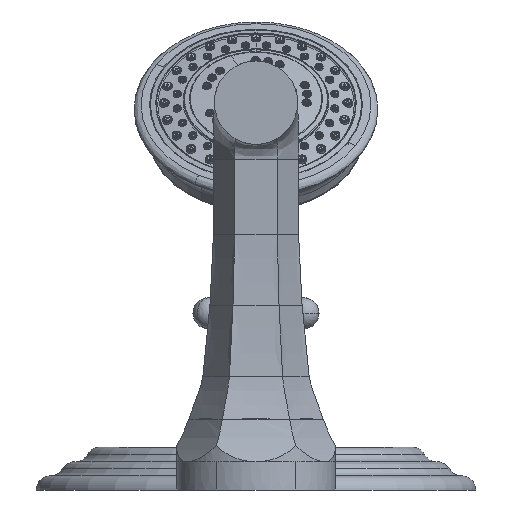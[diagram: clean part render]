
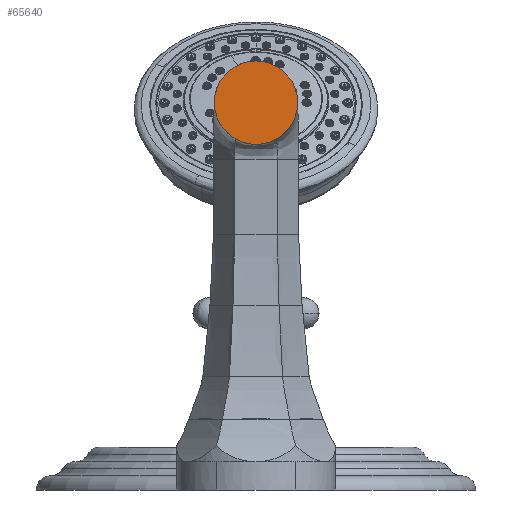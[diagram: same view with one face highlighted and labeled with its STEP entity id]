
A CAD part, front view. The second image highlights one B-rep face of the part: STEP entity #65640.
In plain terms, the highlighted planar face has unit normal (0, -1, 0).
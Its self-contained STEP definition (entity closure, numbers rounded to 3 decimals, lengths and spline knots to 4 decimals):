
#62327=CARTESIAN_POINT('',(0.3675,-9.645,6.1905));
#62328=CARTESIAN_POINT('',(0.3922,-9.645,6.2047));
#62329=CARTESIAN_POINT('',(0.4399,-9.645,6.2361));
#62330=CARTESIAN_POINT('',(0.5055,-9.645,6.2912));
#62331=CARTESIAN_POINT('',(0.5643,-9.645,6.3535));
#62332=CARTESIAN_POINT('',(0.6155,-9.645,6.4222));
#62333=CARTESIAN_POINT('',(0.6583,-9.645,6.4964));
#62334=CARTESIAN_POINT('',(0.6922,-9.645,6.575));
#62335=CARTESIAN_POINT('',(0.7168,-9.645,6.6571));
#62336=CARTESIAN_POINT('',(0.7317,-9.645,6.7415));
#62337=CARTESIAN_POINT('',(0.735,-9.645,6.7985));
#62338=CARTESIAN_POINT('',(0.735,-9.645,6.827));
#62357=CARTESIAN_POINT('',(-0.3675,-9.645,6.1905));
#62358=CARTESIAN_POINT('',(-0.3428,-9.645,6.1762));
#62359=CARTESIAN_POINT('',(-0.2918,-9.645,6.1506));
#62360=CARTESIAN_POINT('',(-0.2113,-9.645,6.1213));
#62361=CARTESIAN_POINT('',(-0.1279,-9.645,6.1015));
#62362=CARTESIAN_POINT('',(-0.0428,-9.645,6.0916));
#62363=CARTESIAN_POINT('',(0.0428,-9.645,6.0916));
#62364=CARTESIAN_POINT('',(0.1279,-9.645,6.1015));
#62365=CARTESIAN_POINT('',(0.2113,-9.645,6.1213));
#62366=CARTESIAN_POINT('',(0.2918,-9.645,6.1506));
#62367=CARTESIAN_POINT('',(0.3428,-9.645,6.1762));
#62368=CARTESIAN_POINT('',(0.3675,-9.645,6.1905));
#62387=CARTESIAN_POINT('',(-0.735,-9.645,6.827));
#62388=CARTESIAN_POINT('',(-0.735,-9.645,6.7985));
#62389=CARTESIAN_POINT('',(-0.7317,-9.645,6.7415));
#62390=CARTESIAN_POINT('',(-0.7168,-9.645,6.6571));
#62391=CARTESIAN_POINT('',(-0.6922,-9.645,6.575));
#62392=CARTESIAN_POINT('',(-0.6583,-9.645,6.4964));
#62393=CARTESIAN_POINT('',(-0.6155,-9.645,6.4222));
#62394=CARTESIAN_POINT('',(-0.5643,-9.645,6.3535));
#62395=CARTESIAN_POINT('',(-0.5055,-9.645,6.2912));
#62396=CARTESIAN_POINT('',(-0.4399,-9.645,6.2361));
#62397=CARTESIAN_POINT('',(-0.3922,-9.645,6.2047));
#62398=CARTESIAN_POINT('',(-0.3675,-9.645,6.1905));
#62417=CARTESIAN_POINT('',(-0.3675,-9.645,7.4635));
#62418=CARTESIAN_POINT('',(-0.3922,-9.645,7.4493));
#62419=CARTESIAN_POINT('',(-0.4399,-9.645,7.4179));
#62420=CARTESIAN_POINT('',(-0.5055,-9.645,7.3628));
#62421=CARTESIAN_POINT('',(-0.5643,-9.645,7.3005));
#62422=CARTESIAN_POINT('',(-0.6155,-9.645,7.2318));
#62423=CARTESIAN_POINT('',(-0.6583,-9.645,7.1576));
#62424=CARTESIAN_POINT('',(-0.6922,-9.645,7.079));
#62425=CARTESIAN_POINT('',(-0.7168,-9.645,6.9969));
#62426=CARTESIAN_POINT('',(-0.7317,-9.645,6.9125));
#62427=CARTESIAN_POINT('',(-0.735,-9.645,6.8555));
#62428=CARTESIAN_POINT('',(-0.735,-9.645,6.827));
#62447=CARTESIAN_POINT('',(0.3675,-9.645,7.4635));
#62448=CARTESIAN_POINT('',(0.3428,-9.645,7.4778));
#62449=CARTESIAN_POINT('',(0.2918,-9.645,7.5034));
#62450=CARTESIAN_POINT('',(0.2113,-9.645,7.5327));
#62451=CARTESIAN_POINT('',(0.1279,-9.645,7.5525));
#62452=CARTESIAN_POINT('',(0.0428,-9.645,7.5624));
#62453=CARTESIAN_POINT('',(-0.0428,-9.645,7.5624));
#62454=CARTESIAN_POINT('',(-0.1279,-9.645,7.5525));
#62455=CARTESIAN_POINT('',(-0.2113,-9.645,7.5327));
#62456=CARTESIAN_POINT('',(-0.2918,-9.645,7.5034));
#62457=CARTESIAN_POINT('',(-0.3428,-9.645,7.4778));
#62458=CARTESIAN_POINT('',(-0.3675,-9.645,7.4635));
#62477=CARTESIAN_POINT('',(0.735,-9.645,6.827));
#62478=CARTESIAN_POINT('',(0.735,-9.645,6.8555));
#62479=CARTESIAN_POINT('',(0.7317,-9.645,6.9125));
#62480=CARTESIAN_POINT('',(0.7168,-9.645,6.9969));
#62481=CARTESIAN_POINT('',(0.6922,-9.645,7.079));
#62482=CARTESIAN_POINT('',(0.6583,-9.645,7.1576));
#62483=CARTESIAN_POINT('',(0.6155,-9.645,7.2318));
#62484=CARTESIAN_POINT('',(0.5643,-9.645,7.3005));
#62485=CARTESIAN_POINT('',(0.5055,-9.645,7.3628));
#62486=CARTESIAN_POINT('',(0.4399,-9.645,7.4179));
#62487=CARTESIAN_POINT('',(0.3922,-9.645,7.4493));
#62488=CARTESIAN_POINT('',(0.3675,-9.645,7.4635));
#62657=VERTEX_POINT('',#62327);
#62658=VERTEX_POINT('',#62338);
#62659=VERTEX_POINT('',#62357);
#62660=VERTEX_POINT('',#62387);
#62661=VERTEX_POINT('',#62417);
#62662=VERTEX_POINT('',#62447);
#65622=CARTESIAN_POINT('',(0.,-9.645,6.827));
#65623=DIRECTION('',(0.,-1.,0.));
#65624=DIRECTION('',(0.,0.,1.));
#65625=AXIS2_PLACEMENT_3D('',#65622,#65623,#65624);
#65626=PLANE('',#65625);
#65627=ORIENTED_EDGE('',*,*,#65612,.F.);
#65629=ORIENTED_EDGE('',*,*,#65628,.F.);
#65631=ORIENTED_EDGE('',*,*,#65630,.F.);
#65633=ORIENTED_EDGE('',*,*,#65632,.F.);
#65635=ORIENTED_EDGE('',*,*,#65634,.F.);
#65637=ORIENTED_EDGE('',*,*,#65636,.F.);
#65638=EDGE_LOOP('',(#65627,#65629,#65631,#65633,#65635,#65637));
#65639=FACE_OUTER_BOUND('',#65638,.F.);
#65640=ADVANCED_FACE('',(#65639),#65626,.T.);
#62339=B_SPLINE_CURVE_WITH_KNOTS('',3,(#62327,#62328,#62329,#62330,#62331,
#62332,#62333,#62334,#62335,#62336,#62337,#62338),.UNSPECIFIED.,.F.,.F.,(4,1,1,
1,1,1,1,1,1,4),(0.,0.1111,0.2222,0.3333,
0.4444,0.5556,0.6667,0.7778,
0.8889,1.),.UNSPECIFIED.);
#62369=B_SPLINE_CURVE_WITH_KNOTS('',3,(#62357,#62358,#62359,#62360,#62361,
#62362,#62363,#62364,#62365,#62366,#62367,#62368),.UNSPECIFIED.,.F.,.F.,(4,1,1,
1,1,1,1,1,1,4),(0.,0.1111,0.2222,0.3333,
0.4444,0.5556,0.6667,0.7778,
0.8889,1.),.UNSPECIFIED.);
#62399=B_SPLINE_CURVE_WITH_KNOTS('',3,(#62387,#62388,#62389,#62390,#62391,
#62392,#62393,#62394,#62395,#62396,#62397,#62398),.UNSPECIFIED.,.F.,.F.,(4,1,1,
1,1,1,1,1,1,4),(0.,0.1111,0.2222,0.3333,
0.4444,0.5556,0.6667,0.7778,
0.8889,1.),.UNSPECIFIED.);
#62429=B_SPLINE_CURVE_WITH_KNOTS('',3,(#62417,#62418,#62419,#62420,#62421,
#62422,#62423,#62424,#62425,#62426,#62427,#62428),.UNSPECIFIED.,.F.,.F.,(4,1,1,
1,1,1,1,1,1,4),(0.,0.1111,0.2222,0.3333,
0.4444,0.5556,0.6667,0.7778,
0.8889,1.),.UNSPECIFIED.);
#62459=B_SPLINE_CURVE_WITH_KNOTS('',3,(#62447,#62448,#62449,#62450,#62451,
#62452,#62453,#62454,#62455,#62456,#62457,#62458),.UNSPECIFIED.,.F.,.F.,(4,1,1,
1,1,1,1,1,1,4),(0.,0.1111,0.2222,0.3333,
0.4444,0.5556,0.6667,0.7778,
0.8889,1.),.UNSPECIFIED.);
#62489=B_SPLINE_CURVE_WITH_KNOTS('',3,(#62477,#62478,#62479,#62480,#62481,
#62482,#62483,#62484,#62485,#62486,#62487,#62488),.UNSPECIFIED.,.F.,.F.,(4,1,1,
1,1,1,1,1,1,4),(0.,0.1111,0.2222,0.3333,
0.4444,0.5556,0.6667,0.7778,
0.8889,1.),.UNSPECIFIED.);
#65612=EDGE_CURVE('',#62657,#62658,#62339,.T.);
#65628=EDGE_CURVE('',#62659,#62657,#62369,.T.);
#65630=EDGE_CURVE('',#62660,#62659,#62399,.T.);
#65632=EDGE_CURVE('',#62661,#62660,#62429,.T.);
#65634=EDGE_CURVE('',#62662,#62661,#62459,.T.);
#65636=EDGE_CURVE('',#62658,#62662,#62489,.T.);
